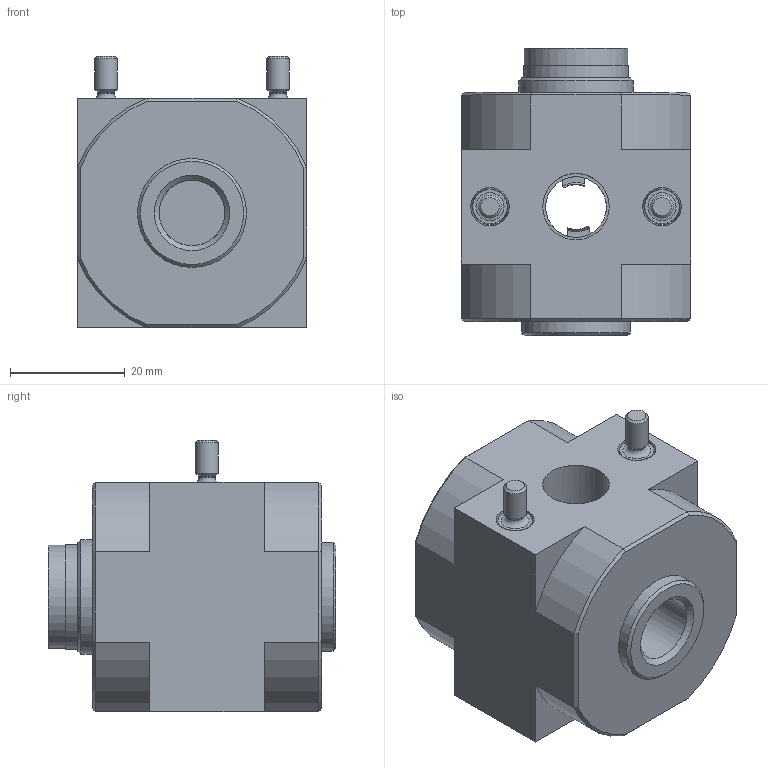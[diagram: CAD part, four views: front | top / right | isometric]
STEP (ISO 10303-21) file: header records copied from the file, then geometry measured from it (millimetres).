
FILE_DESCRIPTION(/* description */ ('STEP AP214'),/* implementation_level */ '2;1');
FILE_NAME(/* name */ '170684_FRM-D-MINI',/* time_stamp */ '2024-08-28T18:49:53+02:00',/* author */ ('License CC BY-ND 4.0'),/* organization */ ('CADENAS'),/* preprocessor_version */ 'ST-DEVELOPER v19.3',/* originating_system */ 'PARTsolutions',/* authorisation */ ' ');
FILE_SCHEMA (('AUTOMOTIVE_DESIGN {1 0 10303 214 3 1 1}'));
Length unit declared in the file: millimetre
Products named in the file (5): 170684 FRM-D-MINI; 724703 FRM-...-D-MINI; 355622 FRB-D-MINI; DIN-908 G1/4A; 531772 OK-1/4
Assembly tree (5 placements, depth 2):
  170684 FRM-D-MINI
    724703 FRM-...-D-MINI
    355622 FRB-D-MINI  x2
    DIN-908 G1/4A
    531772 OK-1/4
Bounding box: 40 x 50.2 x 47.3 mm (x, y, z)
Volume: 53811.8 mm3; surface area: 17579.6 mm2
Topology: 5 solids, 6 shells, 146 faces, 331 edges, 207 vertices
Faces by surface type: plane 58, cylinder 42, cone 39, torus 7
Full cylindrical faces by diameter (mm): 2.9 x2, 3.242 x2, 4 x2, 5.2 x2, 6 x2, 7.9 x1, 10.6 x1, 11.445 x2, 11.6 x1, 12.01 x1, 13.157 x1, 13.3 x1, 15.6 x1, 16.2 x1, 18 x1, 18.1 x1, 18.3 x1, 19 x2, 19.1 x1, 20 x1, 37 x1
Entity records: 4316 total; most frequent: CARTESIAN_POINT 744, DIRECTION 608, ORIENTED_EDGE 500, AXIS2_PLACEMENT_3D 254, EDGE_CURVE 250, FACE_BOUND 202, EDGE_LOOP 200, VERTEX_POINT 184
